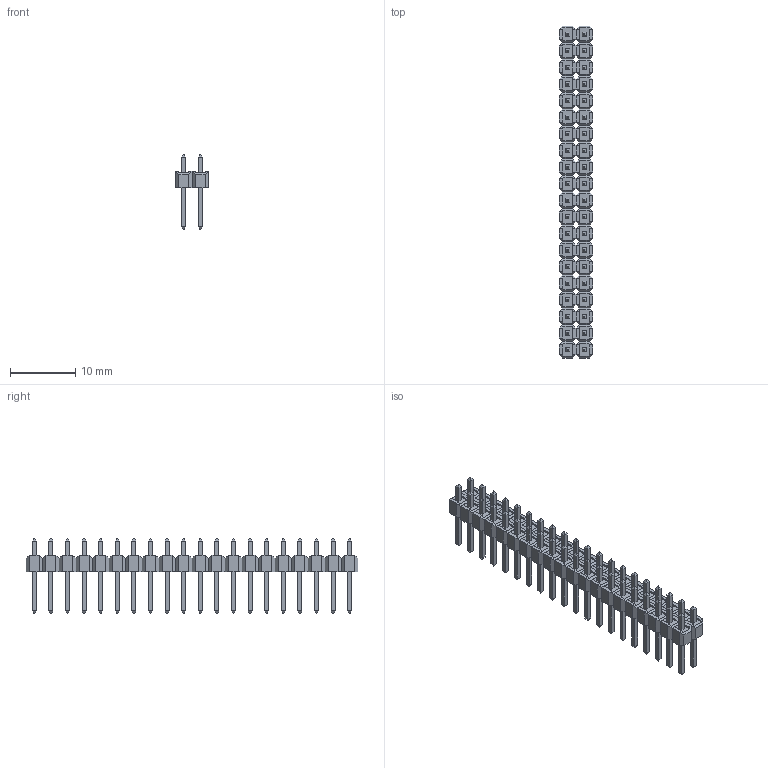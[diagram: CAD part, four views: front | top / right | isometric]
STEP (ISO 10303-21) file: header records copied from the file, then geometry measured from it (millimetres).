
FILE_DESCRIPTION(/* description */ (''),/* implementation_level */ '2;1');
FILE_NAME(/* name */ 'Pin Header 20 x 2 TH 2.54mm Pitch_stp.stp',/* time_stamp */ '2017-12-04T09:32:51-05:00',/* author */ (''),/* organization */ (''),/* preprocessor_version */ 'ST-DEVELOPER v15',/* originating_system */ 'SIEMENS PLM Software NX 9.0',/* authorisation */ '');
FILE_SCHEMA (('AUTOMOTIVE_DESIGN { 1 0 10303 214 3 1 1 1 }'));
Length unit declared in the file: inch
Products named in the file (1): Pin Header 20 x 2 TH 2.54mm Pitch_stp
Bounding box: 5.08 x 50.8 x 11.43 mm (x, y, z)
Volume: 696.6 mm3; surface area: 2693.5 mm2
Topology: 80 solids, 80 shells, 1360 faces, 3120 edges, 1920 vertices
Faces by surface type: plane 1360
Entity records: 46931 total; most frequent: CARTESIAN_POINT 6401, ORIENTED_EDGE 6240, DIRECTION 5842, EDGE_CURVE 3120, LINE 3120, VECTOR 3120, VERTEX_POINT 1920, EDGE_LOOP 1440
